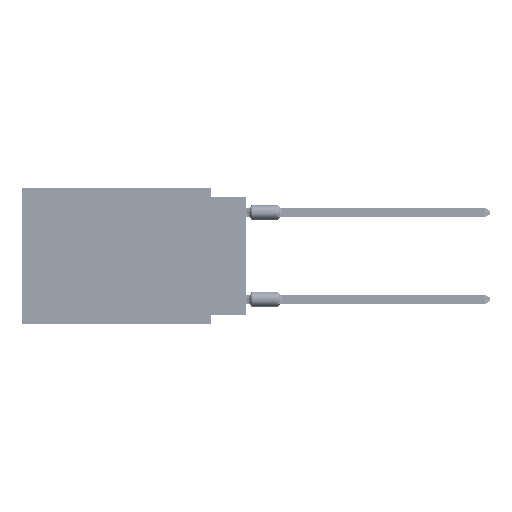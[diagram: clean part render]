
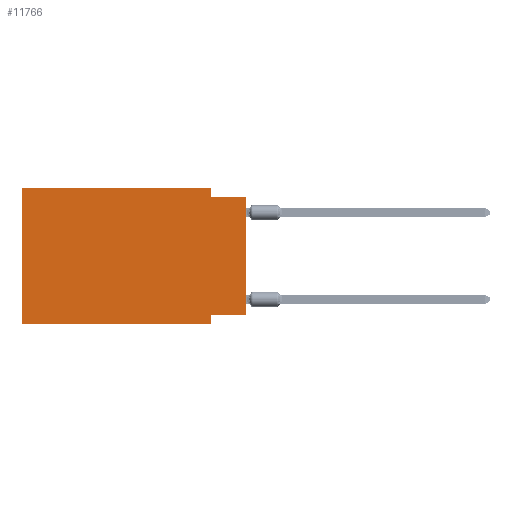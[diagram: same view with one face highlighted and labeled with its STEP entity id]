
A CAD part, left-side view. The second image highlights one B-rep face of the part: STEP entity #11766.
In plain terms, the highlighted planar face has unit normal (-1, 0, 0).
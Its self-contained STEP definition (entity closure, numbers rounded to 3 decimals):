
#96 = AXIS2_PLACEMENT_3D ( 'NONE', #22970, #45260, #39600 ) ;
#349 = VECTOR ( 'NONE', #53156, 1000. ) ;
#1255 = LINE ( 'NONE', #52626, #13513 ) ;
#2118 = CARTESIAN_POINT ( 'NONE',  ( 0., 0., -0.635 ) ) ;
#3134 = ORIENTED_EDGE ( 'NONE', *, *, #61384, .F. ) ;
#3331 = VECTOR ( 'NONE', #13502, 1000. ) ;
#4036 = EDGE_CURVE ( 'NONE', #49503, #44241, #52030, .T. ) ;
#4050 = VERTEX_POINT ( 'NONE', #39932 ) ;
#5369 = VECTOR ( 'NONE', #47706, 1000. ) ;
#5604 = PLANE ( 'NONE',  #96 ) ;
#11678 = EDGE_CURVE ( 'NONE', #44241, #19568, #20719, .T. ) ;
#11766 = ADVANCED_FACE ( 'NONE', ( #35061 ), #5604, .F. ) ;
#11842 = CARTESIAN_POINT ( 'NONE',  ( 0., 0., -9.271 ) ) ;
#11987 = CARTESIAN_POINT ( 'NONE',  ( 0., 16.383, 0. ) ) ;
#12360 = CARTESIAN_POINT ( 'NONE',  ( 0., 2.54, -9.271 ) ) ;
#13502 = DIRECTION ( 'NONE',  ( 0., 0., -1. ) ) ;
#13513 = VECTOR ( 'NONE', #30324, 1000. ) ;
#14659 = ORIENTED_EDGE ( 'NONE', *, *, #11678, .F. ) ;
#19568 = VERTEX_POINT ( 'NONE', #2118 ) ;
#20361 = CARTESIAN_POINT ( 'NONE',  ( 0., 0., -0.635 ) ) ;
#20719 = LINE ( 'NONE', #20361, #25428 ) ;
#21346 = VECTOR ( 'NONE', #70097, 1000. ) ;
#22970 = CARTESIAN_POINT ( 'NONE',  ( 0., 16.383, 0. ) ) ;
#24274 = CARTESIAN_POINT ( 'NONE',  ( 0., 16.383, 0. ) ) ;
#24656 = LINE ( 'NONE', #11842, #5369 ) ;
#25332 = VERTEX_POINT ( 'NONE', #35503 ) ;
#25428 = VECTOR ( 'NONE', #43412, 1000. ) ;
#25669 = VERTEX_POINT ( 'NONE', #12360 ) ;
#29907 = EDGE_CURVE ( 'NONE', #25669, #25332, #42224, .T. ) ;
#30324 = DIRECTION ( 'NONE',  ( 0., 0., 1. ) ) ;
#34806 = ORIENTED_EDGE ( 'NONE', *, *, #58612, .T. ) ;
#34854 = VECTOR ( 'NONE', #68996, 1000. ) ;
#34987 = CARTESIAN_POINT ( 'NONE',  ( 0., 16.383, 0. ) ) ;
#35061 = FACE_OUTER_BOUND ( 'NONE', #43374, .T. ) ;
#35503 = CARTESIAN_POINT ( 'NONE',  ( 0., 2.54, -9.906 ) ) ;
#35771 = CARTESIAN_POINT ( 'NONE',  ( 0., 2.54, 0. ) ) ;
#36846 = ORIENTED_EDGE ( 'NONE', *, *, #50155, .F. ) ;
#37566 = ORIENTED_EDGE ( 'NONE', *, *, #56499, .T. ) ;
#39600 = DIRECTION ( 'NONE',  ( 0., 0., -1. ) ) ;
#39932 = CARTESIAN_POINT ( 'NONE',  ( 0., 0., -9.271 ) ) ;
#42224 = LINE ( 'NONE', #65243, #3331 ) ;
#43374 = EDGE_LOOP ( 'NONE', ( #34806, #14659, #55268, #36846, #3134, #37566, #64548, #71495 ) ) ;
#43412 = DIRECTION ( 'NONE',  ( 0., -1., 0. ) ) ;
#44241 = VERTEX_POINT ( 'NONE', #69266 ) ;
#45260 = DIRECTION ( 'NONE',  ( 1., 0., 0. ) ) ;
#46378 = CARTESIAN_POINT ( 'NONE',  ( 0., 16.383, -9.906 ) ) ;
#47618 = EDGE_CURVE ( 'NONE', #4050, #25669, #24656, .T. ) ;
#47706 = DIRECTION ( 'NONE',  ( 0., 1., 0. ) ) ;
#49503 = VERTEX_POINT ( 'NONE', #67248 ) ;
#50155 = EDGE_CURVE ( 'NONE', #53795, #49503, #68201, .T. ) ;
#51238 = DIRECTION ( 'NONE',  ( 0., -1., 0. ) ) ;
#52030 = LINE ( 'NONE', #35771, #21346 ) ;
#52626 = CARTESIAN_POINT ( 'NONE',  ( 0., 0., 0. ) ) ;
#53156 = DIRECTION ( 'NONE',  ( 0., 0., 1. ) ) ;
#53795 = VERTEX_POINT ( 'NONE', #24274 ) ;
#55268 = ORIENTED_EDGE ( 'NONE', *, *, #4036, .F. ) ;
#56499 = EDGE_CURVE ( 'NONE', #64331, #25332, #62602, .T. ) ;
#58612 = EDGE_CURVE ( 'NONE', #4050, #19568, #1255, .T. ) ;
#61384 = EDGE_CURVE ( 'NONE', #64331, #53795, #63720, .T. ) ;
#62602 = LINE ( 'NONE', #46378, #34854 ) ;
#63720 = LINE ( 'NONE', #11987, #349 ) ;
#64331 = VERTEX_POINT ( 'NONE', #67661 ) ;
#64548 = ORIENTED_EDGE ( 'NONE', *, *, #29907, .F. ) ;
#65243 = CARTESIAN_POINT ( 'NONE',  ( 0., 2.54, -9.906 ) ) ;
#65895 = VECTOR ( 'NONE', #51238, 1000. ) ;
#67248 = CARTESIAN_POINT ( 'NONE',  ( 0., 2.54, 0. ) ) ;
#67661 = CARTESIAN_POINT ( 'NONE',  ( 0., 16.383, -9.906 ) ) ;
#68201 = LINE ( 'NONE', #34987, #65895 ) ;
#68996 = DIRECTION ( 'NONE',  ( 0., -1., 0. ) ) ;
#69266 = CARTESIAN_POINT ( 'NONE',  ( 0., 2.54, -0.635 ) ) ;
#70097 = DIRECTION ( 'NONE',  ( 0., 0., -1. ) ) ;
#71495 = ORIENTED_EDGE ( 'NONE', *, *, #47618, .F. ) ;
